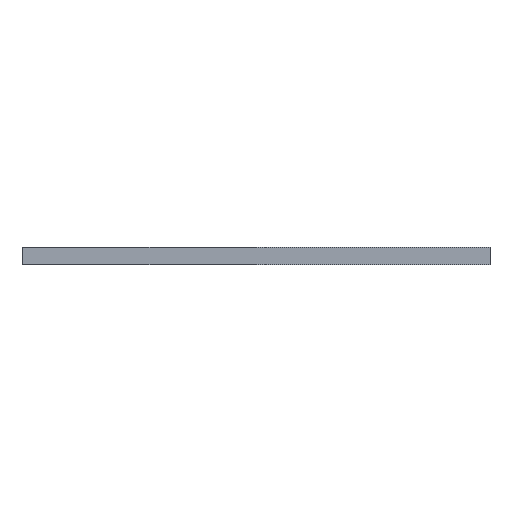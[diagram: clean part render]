
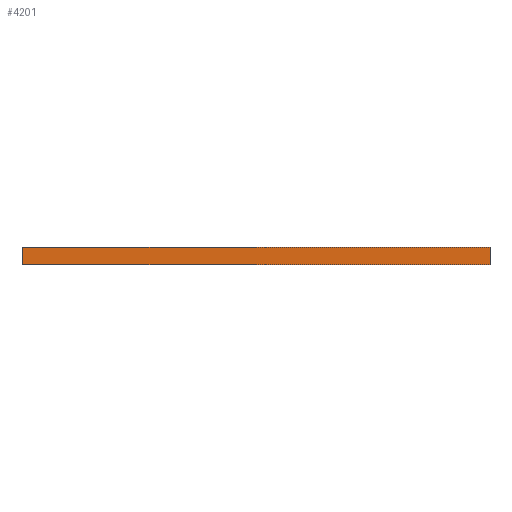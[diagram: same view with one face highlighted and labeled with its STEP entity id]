
A CAD part, left-side view. The second image highlights one B-rep face of the part: STEP entity #4201.
In plain terms, the highlighted planar face has unit normal (-1, 0, 0).
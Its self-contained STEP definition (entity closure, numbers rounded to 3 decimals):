
#70 = VECTOR ( 'NONE', #4853, 1000. ) ;
#132 = CARTESIAN_POINT ( 'NONE',  ( -22.4, 22.875, 0.85 ) ) ;
#170 = PLANE ( 'NONE',  #1902 ) ;
#193 = CARTESIAN_POINT ( 'NONE',  ( -22.4, -22.875, 0.85 ) ) ;
#227 = VERTEX_POINT ( 'NONE', #399 ) ;
#262 = ORIENTED_EDGE ( 'NONE', *, *, #1890, .F. ) ;
#399 = CARTESIAN_POINT ( 'NONE',  ( -22.4, 22.875, 0.85 ) ) ;
#436 = LINE ( 'NONE', #132, #1418 ) ;
#440 = LINE ( 'NONE', #4718, #4753 ) ;
#630 = ORIENTED_EDGE ( 'NONE', *, *, #1637, .F. ) ;
#747 = VERTEX_POINT ( 'NONE', #3209 ) ;
#952 = DIRECTION ( 'NONE',  ( 0., 0., 1. ) ) ;
#1018 = CARTESIAN_POINT ( 'NONE',  ( -22.4, -22.875, -0.85 ) ) ;
#1322 = VERTEX_POINT ( 'NONE', #1018 ) ;
#1418 = VECTOR ( 'NONE', #3317, 1000. ) ;
#1637 = EDGE_CURVE ( 'NONE', #1322, #747, #4054, .T. ) ;
#1714 = CARTESIAN_POINT ( 'NONE',  ( -22.4, -22.875, 0.85 ) ) ;
#1890 = EDGE_CURVE ( 'NONE', #4953, #1322, #440, .T. ) ;
#1902 = AXIS2_PLACEMENT_3D ( 'NONE', #1714, #3669, #952 ) ;
#2223 = ORIENTED_EDGE ( 'NONE', *, *, #2244, .T. ) ;
#2244 = EDGE_CURVE ( 'NONE', #227, #747, #436, .T. ) ;
#2434 = ORIENTED_EDGE ( 'NONE', *, *, #4335, .T. ) ;
#2790 = LINE ( 'NONE', #193, #3278 ) ;
#3209 = CARTESIAN_POINT ( 'NONE',  ( -22.4, 22.875, -0.85 ) ) ;
#3273 = CARTESIAN_POINT ( 'NONE',  ( -22.4, -22.875, 0.85 ) ) ;
#3278 = VECTOR ( 'NONE', #4626, 1000. ) ;
#3317 = DIRECTION ( 'NONE',  ( 0., 0., -1. ) ) ;
#3626 = CARTESIAN_POINT ( 'NONE',  ( -22.4, -22.875, -0.85 ) ) ;
#3669 = DIRECTION ( 'NONE',  ( -1., 0., 0. ) ) ;
#3978 = DIRECTION ( 'NONE',  ( 0., 0., -1. ) ) ;
#4054 = LINE ( 'NONE', #3626, #70 ) ;
#4201 = ADVANCED_FACE ( 'NONE', ( #4428 ), #170, .T. ) ;
#4335 = EDGE_CURVE ( 'NONE', #4953, #227, #2790, .T. ) ;
#4428 = FACE_OUTER_BOUND ( 'NONE', #4764, .T. ) ;
#4626 = DIRECTION ( 'NONE',  ( 0., 1., 0. ) ) ;
#4718 = CARTESIAN_POINT ( 'NONE',  ( -22.4, -22.875, 0.85 ) ) ;
#4753 = VECTOR ( 'NONE', #3978, 1000. ) ;
#4764 = EDGE_LOOP ( 'NONE', ( #630, #262, #2434, #2223 ) ) ;
#4853 = DIRECTION ( 'NONE',  ( 0., 1., 0. ) ) ;
#4953 = VERTEX_POINT ( 'NONE', #3273 ) ;
